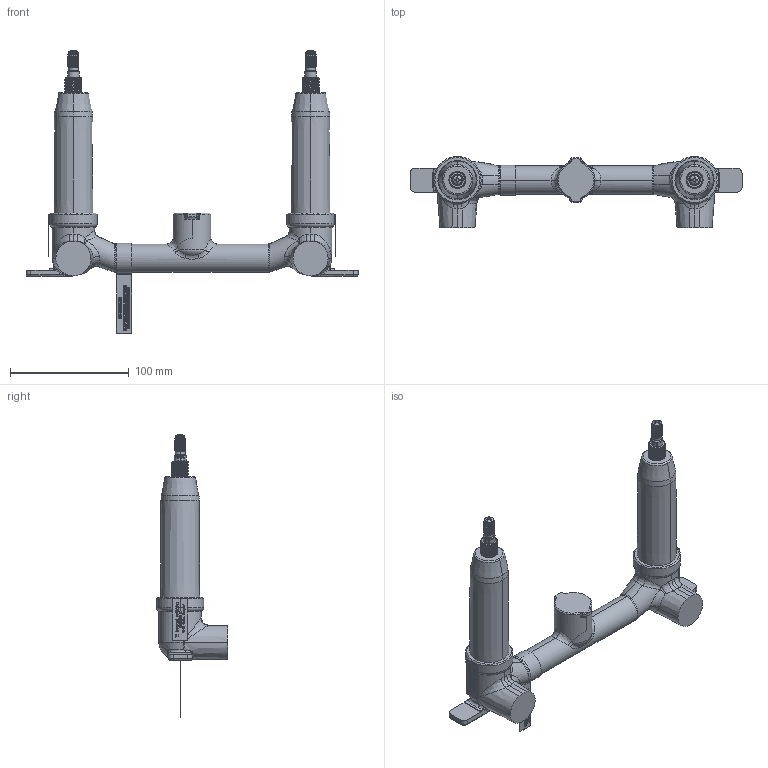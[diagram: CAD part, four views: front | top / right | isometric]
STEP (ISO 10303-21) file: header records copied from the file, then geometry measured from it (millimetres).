
FILE_DESCRIPTION((''),'2;1');
FILE_NAME('1-532U_SW0002','2021-04-16T15:42:03',('rsmith'),(''),'CREO PARAMETRIC BY PTC INC, 2018400','CREO PARAMETRIC BY PTC INC, 2018400','');
FILE_SCHEMA(('AUTOMOTIVE_DESIGN { 1 0 10303 214 1 1 1 1 }'));
Length unit declared in the file: inch
Products named in the file (1): 1-532U_SW0002
Bounding box: 280 x 60 x 238.75 mm (x, y, z)
Volume: 421583.7 mm3; surface area: 68987.5 mm2
Topology: 4 solids, 4 shells, 6205 faces, 17447 edges, 11570 vertices
Faces by surface type: plane 5459, cylinder 488, bspline 138, cone 62, torus 48, sphere 6, extrusion 4
Entity records: 323012 total; most frequent: CARTESIAN_POINT 74877, ORIENTED_EDGE 34890, DIRECTION 28964, PRESENTATION_STYLE_ASSIGNMENT 22740, STYLED_ITEM 17579, CURVE_STYLE 17449, EDGE_CURVE 17445, VECTOR 15504
